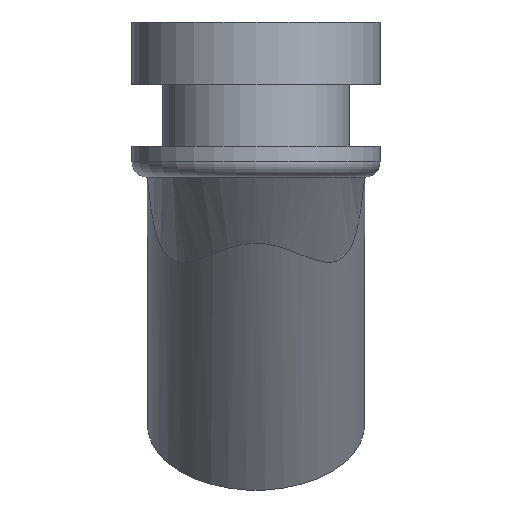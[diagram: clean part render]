
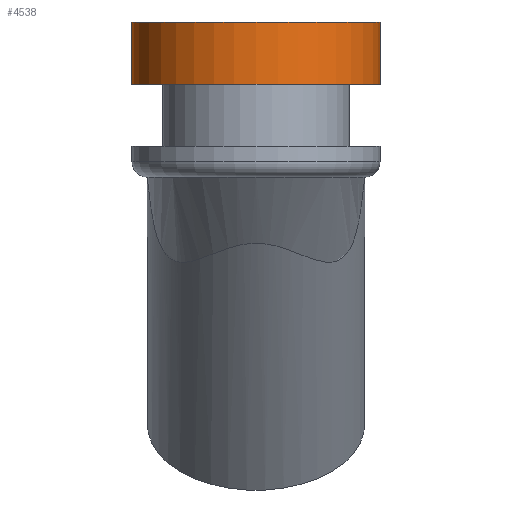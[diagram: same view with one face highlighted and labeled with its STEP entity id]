
A CAD part, left-side view. The second image highlights one B-rep face of the part: STEP entity #4538.
In plain terms, the highlighted cylindrical face has radius 4 mm (diameter 8 mm), a partial arc.
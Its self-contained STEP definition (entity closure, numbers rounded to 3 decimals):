
#1048 = PLANE('',#1049);
#1049 = AXIS2_PLACEMENT_3D('',#1050,#1051,#1052);
#1050 = CARTESIAN_POINT('',(-8.5,0.,3.));
#1051 = DIRECTION('',(0.,0.,1.));
#1052 = DIRECTION('',(0.,-1.,0.));
#2802 = PLANE('',#2803);
#2803 = AXIS2_PLACEMENT_3D('',#2804,#2805,#2806);
#2804 = CARTESIAN_POINT('',(0.,0.,5.));
#2805 = DIRECTION('',(0.,0.,1.));
#2806 = DIRECTION('',(1.,0.,0.));
#3221 = EDGE_CURVE('',#3222,#3224,#3226,.T.);
#3222 = VERTEX_POINT('',#3223);
#3223 = CARTESIAN_POINT('',(-5.,4.,3.));
#3224 = VERTEX_POINT('',#3225);
#3225 = CARTESIAN_POINT('',(-5.,-4.,3.));
#3226 = SURFACE_CURVE('',#3227,(#3232,#3239),.PCURVE_S1.);
#3227 = CIRCLE('',#3228,4.);
#3228 = AXIS2_PLACEMENT_3D('',#3229,#3230,#3231);
#3229 = CARTESIAN_POINT('',(-5.,0.,3.));
#3230 = DIRECTION('',(-0.,0.,1.));
#3231 = DIRECTION('',(1.,0.,0.));
#3232 = PCURVE('',#1048,#3233);
#3233 = DEFINITIONAL_REPRESENTATION('',(#3234),#3238);
#3234 = CIRCLE('',#3235,4.);
#3235 = AXIS2_PLACEMENT_2D('',#3236,#3237);
#3236 = CARTESIAN_POINT('',(0.,3.5));
#3237 = DIRECTION('',(0.,1.));
#3238 = ( GEOMETRIC_REPRESENTATION_CONTEXT(2) 
PARAMETRIC_REPRESENTATION_CONTEXT() REPRESENTATION_CONTEXT('2D SPACE',''
  ) );
#3239 = PCURVE('',#3240,#3245);
#3240 = CYLINDRICAL_SURFACE('',#3241,4.);
#3241 = AXIS2_PLACEMENT_3D('',#3242,#3243,#3244);
#3242 = CARTESIAN_POINT('',(-5.,0.,0.));
#3243 = DIRECTION('',(-0.,-0.,-1.));
#3244 = DIRECTION('',(1.,0.,0.));
#3245 = DEFINITIONAL_REPRESENTATION('',(#3246),#3250);
#3246 = LINE('',#3247,#3248);
#3247 = CARTESIAN_POINT('',(0.,-3.));
#3248 = VECTOR('',#3249,1.);
#3249 = DIRECTION('',(-1.,0.));
#3250 = ( GEOMETRIC_REPRESENTATION_CONTEXT(2) 
PARAMETRIC_REPRESENTATION_CONTEXT() REPRESENTATION_CONTEXT('2D SPACE',''
  ) );
#4042 = VERTEX_POINT('',#4043);
#4043 = CARTESIAN_POINT('',(-5.,4.,5.));
#4059 = PLANE('',#4060);
#4060 = AXIS2_PLACEMENT_3D('',#4061,#4062,#4063);
#4061 = CARTESIAN_POINT('',(-5.,4.,0.));
#4062 = DIRECTION('',(0.,1.,0.));
#4063 = DIRECTION('',(1.,0.,0.));
#4071 = EDGE_CURVE('',#4042,#4072,#4074,.T.);
#4072 = VERTEX_POINT('',#4073);
#4073 = CARTESIAN_POINT('',(-5.,-4.,5.));
#4074 = SURFACE_CURVE('',#4075,(#4080,#4087),.PCURVE_S1.);
#4075 = CIRCLE('',#4076,4.);
#4076 = AXIS2_PLACEMENT_3D('',#4077,#4078,#4079);
#4077 = CARTESIAN_POINT('',(-5.,0.,5.));
#4078 = DIRECTION('',(0.,0.,1.));
#4079 = DIRECTION('',(1.,0.,0.));
#4080 = PCURVE('',#2802,#4081);
#4081 = DEFINITIONAL_REPRESENTATION('',(#4082),#4086);
#4082 = CIRCLE('',#4083,4.);
#4083 = AXIS2_PLACEMENT_2D('',#4084,#4085);
#4084 = CARTESIAN_POINT('',(-5.,0.));
#4085 = DIRECTION('',(1.,0.));
#4086 = ( GEOMETRIC_REPRESENTATION_CONTEXT(2) 
PARAMETRIC_REPRESENTATION_CONTEXT() REPRESENTATION_CONTEXT('2D SPACE',''
  ) );
#4087 = PCURVE('',#3240,#4088);
#4088 = DEFINITIONAL_REPRESENTATION('',(#4089),#4093);
#4089 = LINE('',#4090,#4091);
#4090 = CARTESIAN_POINT('',(-0.,-5.));
#4091 = VECTOR('',#4092,1.);
#4092 = DIRECTION('',(-1.,0.));
#4093 = ( GEOMETRIC_REPRESENTATION_CONTEXT(2) 
PARAMETRIC_REPRESENTATION_CONTEXT() REPRESENTATION_CONTEXT('2D SPACE',''
  ) );
#4111 = PLANE('',#4112);
#4112 = AXIS2_PLACEMENT_3D('',#4113,#4114,#4115);
#4113 = CARTESIAN_POINT('',(-5.,-4.,0.));
#4114 = DIRECTION('',(0.,1.,0.));
#4115 = DIRECTION('',(1.,0.,0.));
#4538 = ADVANCED_FACE('',(#4539),#3240,.T.);
#4539 = FACE_BOUND('',#4540,.F.);
#4540 = EDGE_LOOP('',(#4541,#4542,#4563,#4564));
#4541 = ORIENTED_EDGE('',*,*,#3221,.F.);
#4542 = ORIENTED_EDGE('',*,*,#4543,.T.);
#4543 = EDGE_CURVE('',#3222,#4042,#4544,.T.);
#4544 = SURFACE_CURVE('',#4545,(#4549,#4556),.PCURVE_S1.);
#4545 = LINE('',#4546,#4547);
#4546 = CARTESIAN_POINT('',(-5.,4.,0.));
#4547 = VECTOR('',#4548,1.);
#4548 = DIRECTION('',(0.,0.,1.));
#4549 = PCURVE('',#3240,#4550);
#4550 = DEFINITIONAL_REPRESENTATION('',(#4551),#4555);
#4551 = LINE('',#4552,#4553);
#4552 = CARTESIAN_POINT('',(-1.571,0.));
#4553 = VECTOR('',#4554,1.);
#4554 = DIRECTION('',(-0.,-1.));
#4555 = ( GEOMETRIC_REPRESENTATION_CONTEXT(2) 
PARAMETRIC_REPRESENTATION_CONTEXT() REPRESENTATION_CONTEXT('2D SPACE',''
  ) );
#4556 = PCURVE('',#4059,#4557);
#4557 = DEFINITIONAL_REPRESENTATION('',(#4558),#4562);
#4558 = LINE('',#4559,#4560);
#4559 = CARTESIAN_POINT('',(0.,0.));
#4560 = VECTOR('',#4561,1.);
#4561 = DIRECTION('',(0.,-1.));
#4562 = ( GEOMETRIC_REPRESENTATION_CONTEXT(2) 
PARAMETRIC_REPRESENTATION_CONTEXT() REPRESENTATION_CONTEXT('2D SPACE',''
  ) );
#4563 = ORIENTED_EDGE('',*,*,#4071,.T.);
#4564 = ORIENTED_EDGE('',*,*,#4565,.F.);
#4565 = EDGE_CURVE('',#3224,#4072,#4566,.T.);
#4566 = SURFACE_CURVE('',#4567,(#4571,#4578),.PCURVE_S1.);
#4567 = LINE('',#4568,#4569);
#4568 = CARTESIAN_POINT('',(-5.,-4.,0.));
#4569 = VECTOR('',#4570,1.);
#4570 = DIRECTION('',(0.,0.,1.));
#4571 = PCURVE('',#3240,#4572);
#4572 = DEFINITIONAL_REPRESENTATION('',(#4573),#4577);
#4573 = LINE('',#4574,#4575);
#4574 = CARTESIAN_POINT('',(-4.712,0.));
#4575 = VECTOR('',#4576,1.);
#4576 = DIRECTION('',(-0.,-1.));
#4577 = ( GEOMETRIC_REPRESENTATION_CONTEXT(2) 
PARAMETRIC_REPRESENTATION_CONTEXT() REPRESENTATION_CONTEXT('2D SPACE',''
  ) );
#4578 = PCURVE('',#4111,#4579);
#4579 = DEFINITIONAL_REPRESENTATION('',(#4580),#4584);
#4580 = LINE('',#4581,#4582);
#4581 = CARTESIAN_POINT('',(0.,0.));
#4582 = VECTOR('',#4583,1.);
#4583 = DIRECTION('',(0.,-1.));
#4584 = ( GEOMETRIC_REPRESENTATION_CONTEXT(2) 
PARAMETRIC_REPRESENTATION_CONTEXT() REPRESENTATION_CONTEXT('2D SPACE',''
  ) );
